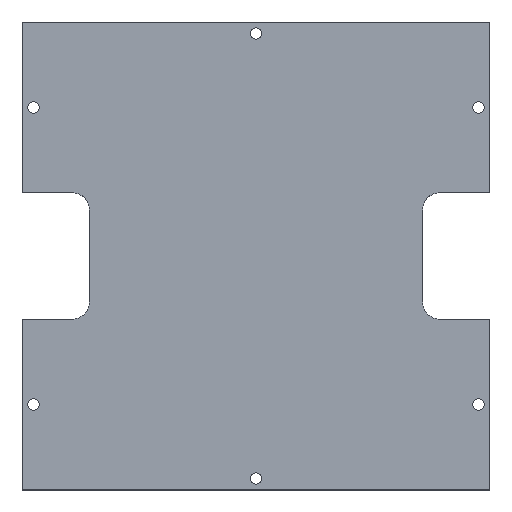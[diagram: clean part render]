
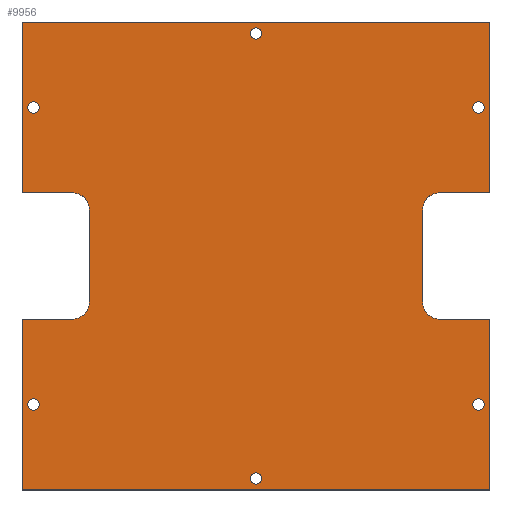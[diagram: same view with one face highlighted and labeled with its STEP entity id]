
A CAD part, top view. The second image highlights one B-rep face of the part: STEP entity #9956.
In plain terms, the highlighted planar face has unit normal (0, 0, 1).
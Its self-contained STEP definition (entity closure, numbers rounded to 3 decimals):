
#134=FACE_BOUND('',#991,.T.);
#135=FACE_BOUND('',#992,.T.);
#136=FACE_BOUND('',#993,.T.);
#137=FACE_BOUND('',#994,.T.);
#138=FACE_BOUND('',#995,.T.);
#139=FACE_BOUND('',#996,.T.);
#391=FACE_OUTER_BOUND('',#990,.T.);
#990=EDGE_LOOP('',(#7473,#7474,#7475,#7476,#7477,#7478,#7479,#7480,#7481,
#7482,#7483,#7484,#7485,#7486,#7487,#7488));
#991=EDGE_LOOP('',(#7489));
#992=EDGE_LOOP('',(#7490));
#993=EDGE_LOOP('',(#7491));
#994=EDGE_LOOP('',(#7492));
#995=EDGE_LOOP('',(#7493));
#996=EDGE_LOOP('',(#7494));
#1389=CIRCLE('',#10396,6.);
#1390=CIRCLE('',#10403,6.);
#1397=CIRCLE('',#10615,2.);
#1398=CIRCLE('',#10617,2.);
#1399=CIRCLE('',#10619,2.);
#1400=CIRCLE('',#10621,2.);
#1401=CIRCLE('',#10623,2.);
#1402=CIRCLE('',#10625,2.);
#1403=CIRCLE('',#10631,6.);
#1404=CIRCLE('',#10634,6.);
#1515=LINE('',#13885,#2843);
#1517=LINE('',#13889,#2845);
#1519=LINE('',#13893,#2847);
#1521=LINE('',#13897,#2849);
#1523=LINE('',#13901,#2851);
#1526=LINE('',#13909,#2854);
#1967=LINE('',#14773,#3295);
#1970=LINE('',#14778,#3298);
#1972=LINE('',#14782,#3300);
#1974=LINE('',#14786,#3302);
#1976=LINE('',#14792,#3304);
#1978=LINE('',#14798,#3306);
#2843=VECTOR('',#11170,10.);
#2845=VECTOR('',#11174,10.);
#2847=VECTOR('',#11178,10.);
#2849=VECTOR('',#11182,10.);
#2851=VECTOR('',#11186,10.);
#2854=VECTOR('',#11195,10.);
#3295=VECTOR('',#12080,10.);
#3298=VECTOR('',#12085,10.);
#3300=VECTOR('',#12089,10.);
#3302=VECTOR('',#12093,10.);
#3304=VECTOR('',#12101,10.);
#3306=VECTOR('',#12109,10.);
#4180=VERTEX_POINT('',#13877);
#4181=VERTEX_POINT('',#13879);
#4182=VERTEX_POINT('',#13883);
#4183=VERTEX_POINT('',#13887);
#4184=VERTEX_POINT('',#13891);
#4185=VERTEX_POINT('',#13895);
#4186=VERTEX_POINT('',#13899);
#4187=VERTEX_POINT('',#13903);
#4188=VERTEX_POINT('',#13907);
#4382=VERTEX_POINT('',#14746);
#4383=VERTEX_POINT('',#14750);
#4384=VERTEX_POINT('',#14754);
#4385=VERTEX_POINT('',#14758);
#4386=VERTEX_POINT('',#14762);
#4387=VERTEX_POINT('',#14766);
#4388=VERTEX_POINT('',#14770);
#4389=VERTEX_POINT('',#14772);
#4390=VERTEX_POINT('',#14776);
#4391=VERTEX_POINT('',#14780);
#4392=VERTEX_POINT('',#14784);
#4393=VERTEX_POINT('',#14788);
#4394=VERTEX_POINT('',#14794);
#5039=EDGE_CURVE('',#4181,#4180,#1389,.T.);
#5042=EDGE_CURVE('',#4180,#4182,#1515,.T.);
#5044=EDGE_CURVE('',#4182,#4183,#1517,.T.);
#5046=EDGE_CURVE('',#4183,#4184,#1519,.T.);
#5048=EDGE_CURVE('',#4184,#4185,#1521,.T.);
#5050=EDGE_CURVE('',#4185,#4186,#1523,.T.);
#5052=EDGE_CURVE('',#4186,#4187,#1390,.T.);
#5054=EDGE_CURVE('',#4188,#4187,#1526,.T.);
#5495=EDGE_CURVE('',#4382,#4382,#1397,.T.);
#5497=EDGE_CURVE('',#4383,#4383,#1398,.T.);
#5499=EDGE_CURVE('',#4384,#4384,#1399,.T.);
#5501=EDGE_CURVE('',#4385,#4385,#1400,.T.);
#5503=EDGE_CURVE('',#4386,#4386,#1401,.T.);
#5505=EDGE_CURVE('',#4387,#4387,#1402,.T.);
#5507=EDGE_CURVE('',#4389,#4388,#1967,.T.);
#5510=EDGE_CURVE('',#4388,#4390,#1970,.T.);
#5512=EDGE_CURVE('',#4390,#4391,#1972,.T.);
#5514=EDGE_CURVE('',#4391,#4392,#1974,.T.);
#5516=EDGE_CURVE('',#4392,#4393,#1403,.T.);
#5517=EDGE_CURVE('',#4393,#4181,#1976,.T.);
#5519=EDGE_CURVE('',#4188,#4394,#1404,.T.);
#5520=EDGE_CURVE('',#4389,#4394,#1978,.T.);
#7473=ORIENTED_EDGE('',*,*,#5520,.F.);
#7474=ORIENTED_EDGE('',*,*,#5507,.T.);
#7475=ORIENTED_EDGE('',*,*,#5510,.T.);
#7476=ORIENTED_EDGE('',*,*,#5512,.T.);
#7477=ORIENTED_EDGE('',*,*,#5514,.T.);
#7478=ORIENTED_EDGE('',*,*,#5516,.T.);
#7479=ORIENTED_EDGE('',*,*,#5517,.T.);
#7480=ORIENTED_EDGE('',*,*,#5039,.T.);
#7481=ORIENTED_EDGE('',*,*,#5042,.T.);
#7482=ORIENTED_EDGE('',*,*,#5044,.T.);
#7483=ORIENTED_EDGE('',*,*,#5046,.T.);
#7484=ORIENTED_EDGE('',*,*,#5048,.T.);
#7485=ORIENTED_EDGE('',*,*,#5050,.T.);
#7486=ORIENTED_EDGE('',*,*,#5052,.T.);
#7487=ORIENTED_EDGE('',*,*,#5054,.F.);
#7488=ORIENTED_EDGE('',*,*,#5519,.T.);
#7489=ORIENTED_EDGE('',*,*,#5505,.F.);
#7490=ORIENTED_EDGE('',*,*,#5503,.F.);
#7491=ORIENTED_EDGE('',*,*,#5501,.F.);
#7492=ORIENTED_EDGE('',*,*,#5499,.F.);
#7493=ORIENTED_EDGE('',*,*,#5497,.F.);
#7494=ORIENTED_EDGE('',*,*,#5495,.F.);
#9384=PLANE('',#10637);
#9956=ADVANCED_FACE('',(#391,#134,#135,#136,#137,#138,#139),#9384,.F.);
#10396=AXIS2_PLACEMENT_3D('',#13880,#11164,#11165);
#10403=AXIS2_PLACEMENT_3D('',#13905,#11190,#11191);
#10615=AXIS2_PLACEMENT_3D('',#14748,#12050,#12051);
#10617=AXIS2_PLACEMENT_3D('',#14752,#12055,#12056);
#10619=AXIS2_PLACEMENT_3D('',#14756,#12060,#12061);
#10621=AXIS2_PLACEMENT_3D('',#14760,#12065,#12066);
#10623=AXIS2_PLACEMENT_3D('',#14764,#12070,#12071);
#10625=AXIS2_PLACEMENT_3D('',#14768,#12075,#12076);
#10631=AXIS2_PLACEMENT_3D('',#14790,#12097,#12098);
#10634=AXIS2_PLACEMENT_3D('',#14796,#12105,#12106);
#10637=AXIS2_PLACEMENT_3D('',#14800,#12112,#12113);
#11164=DIRECTION('center_axis',(0.,0.,-1.));
#11165=DIRECTION('ref_axis',(1.,0.,0.));
#11170=DIRECTION('',(-1.,0.,0.));
#11174=DIRECTION('',(0.,-1.,0.));
#11178=DIRECTION('',(1.,0.,0.));
#11182=DIRECTION('',(0.,1.,0.));
#11186=DIRECTION('',(-1.,0.,0.));
#11190=DIRECTION('center_axis',(0.,0.,-1.));
#11191=DIRECTION('ref_axis',(0.,-1.,0.));
#11195=DIRECTION('',(0.,-1.,0.));
#12050=DIRECTION('center_axis',(0.,0.,1.));
#12051=DIRECTION('ref_axis',(1.,0.,0.));
#12055=DIRECTION('center_axis',(0.,0.,1.));
#12056=DIRECTION('ref_axis',(1.,0.,0.));
#12060=DIRECTION('center_axis',(0.,0.,1.));
#12061=DIRECTION('ref_axis',(1.,0.,0.));
#12065=DIRECTION('center_axis',(0.,0.,1.));
#12066=DIRECTION('ref_axis',(1.,0.,0.));
#12070=DIRECTION('center_axis',(0.,0.,1.));
#12071=DIRECTION('ref_axis',(1.,0.,0.));
#12075=DIRECTION('center_axis',(0.,0.,1.));
#12076=DIRECTION('ref_axis',(1.,0.,0.));
#12080=DIRECTION('',(0.,1.,0.));
#12085=DIRECTION('',(-1.,0.,0.));
#12089=DIRECTION('',(0.,-1.,0.));
#12093=DIRECTION('',(1.,0.,0.));
#12097=DIRECTION('center_axis',(0.,0.,-1.));
#12098=DIRECTION('ref_axis',(0.,1.,0.));
#12101=DIRECTION('',(0.,-1.,0.));
#12105=DIRECTION('center_axis',(0.,0.,-1.));
#12106=DIRECTION('ref_axis',(-1.,0.,0.));
#12109=DIRECTION('',(-1.,0.,0.));
#12112=DIRECTION('center_axis',(0.,0.,-1.));
#12113=DIRECTION('ref_axis',(1.,0.,0.));
#13877=CARTESIAN_POINT('',(-64.,-22.,-161.));
#13879=CARTESIAN_POINT('',(-58.,-16.,-161.));
#13880=CARTESIAN_POINT('Origin',(-64.,-16.,-161.));
#13883=CARTESIAN_POINT('',(-81.5,-22.,-161.));
#13885=CARTESIAN_POINT('',(-64.,-22.,-161.));
#13887=CARTESIAN_POINT('',(-81.5,-81.5,-161.));
#13889=CARTESIAN_POINT('',(-81.5,-22.,-161.));
#13891=CARTESIAN_POINT('',(81.5,-81.5,-161.));
#13893=CARTESIAN_POINT('',(-81.5,-81.5,-161.));
#13895=CARTESIAN_POINT('',(81.5,-22.,-161.));
#13897=CARTESIAN_POINT('',(81.5,-81.5,-161.));
#13899=CARTESIAN_POINT('',(64.,-22.,-161.));
#13901=CARTESIAN_POINT('',(81.5,-22.,-161.));
#13903=CARTESIAN_POINT('',(58.,-16.,-161.));
#13905=CARTESIAN_POINT('Origin',(64.,-16.,-161.));
#13907=CARTESIAN_POINT('',(58.,16.,-161.));
#13909=CARTESIAN_POINT('',(58.,16.,-161.));
#14746=CARTESIAN_POINT('',(75.5,51.75,-161.));
#14748=CARTESIAN_POINT('Origin',(77.5,51.75,-161.));
#14750=CARTESIAN_POINT('',(-79.5,51.75,-161.));
#14752=CARTESIAN_POINT('Origin',(-77.5,51.75,-161.));
#14754=CARTESIAN_POINT('',(75.5,-51.75,-161.));
#14756=CARTESIAN_POINT('Origin',(77.5,-51.75,-161.));
#14758=CARTESIAN_POINT('',(-79.5,-51.75,-161.));
#14760=CARTESIAN_POINT('Origin',(-77.5,-51.75,-161.));
#14762=CARTESIAN_POINT('',(-2.,-77.5,-161.));
#14764=CARTESIAN_POINT('Origin',(0.,-77.5,
-161.));
#14766=CARTESIAN_POINT('',(-2.,77.5,-161.));
#14768=CARTESIAN_POINT('Origin',(0.,77.5,
-161.));
#14770=CARTESIAN_POINT('',(81.5,81.5,-161.));
#14772=CARTESIAN_POINT('',(81.5,22.,-161.));
#14773=CARTESIAN_POINT('',(81.5,22.,-161.));
#14776=CARTESIAN_POINT('',(-81.5,81.5,-161.));
#14778=CARTESIAN_POINT('',(81.5,81.5,-161.));
#14780=CARTESIAN_POINT('',(-81.5,22.,-161.));
#14782=CARTESIAN_POINT('',(-81.5,81.5,-161.));
#14784=CARTESIAN_POINT('',(-64.,22.,-161.));
#14786=CARTESIAN_POINT('',(-81.5,22.,-161.));
#14788=CARTESIAN_POINT('',(-58.,16.,-161.));
#14790=CARTESIAN_POINT('Origin',(-64.,16.,-161.));
#14792=CARTESIAN_POINT('',(-58.,16.,-161.));
#14794=CARTESIAN_POINT('',(64.,22.,-161.));
#14796=CARTESIAN_POINT('Origin',(64.,16.,-161.));
#14798=CARTESIAN_POINT('',(81.5,22.,-161.));
#14800=CARTESIAN_POINT('Origin',(0.,0.,-161.));
